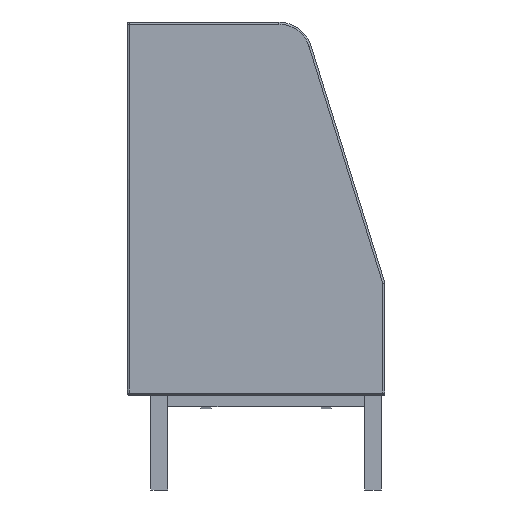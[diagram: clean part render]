
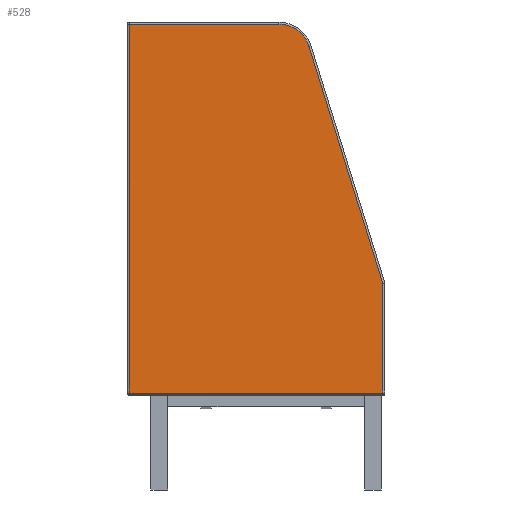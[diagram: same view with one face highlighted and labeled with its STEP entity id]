
A CAD part, left-side view. The second image highlights one B-rep face of the part: STEP entity #528.
In plain terms, the highlighted planar face has unit normal (-1, 0, 0).
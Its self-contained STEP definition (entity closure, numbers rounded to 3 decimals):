
#101=(
BOUNDED_CURVE()
B_SPLINE_CURVE(3,(#5165,#5166,#5167,#5168,#5169,#5170,#5171),
 .UNSPECIFIED.,.F.,.F.)
B_SPLINE_CURVE_WITH_KNOTS((4,1,1,1,4),(0.,29.044,
59.626,90.207,119.251),.UNSPECIFIED.)
CURVE()
GEOMETRIC_REPRESENTATION_ITEM()
RATIONAL_B_SPLINE_CURVE((1.,1.,1.,1.,1.,1.,1.))
REPRESENTATION_ITEM('')
);
#109=(
BOUNDED_CURVE()
B_SPLINE_CURVE(1,(#5190,#5191),.UNSPECIFIED.,.F.,.F.)
B_SPLINE_CURVE_WITH_KNOTS((2,2),(0.,440.424),
 .UNSPECIFIED.)
CURVE()
GEOMETRIC_REPRESENTATION_ITEM()
RATIONAL_B_SPLINE_CURVE((1.,1.))
REPRESENTATION_ITEM('')
);
#135=(
BOUNDED_CURVE()
B_SPLINE_CURVE(1,(#5259,#5260),.UNSPECIFIED.,.F.,.F.)
B_SPLINE_CURVE_WITH_KNOTS((2,2),(6.,329.087),
 .UNSPECIFIED.)
CURVE()
GEOMETRIC_REPRESENTATION_ITEM()
RATIONAL_B_SPLINE_CURVE((1.,1.))
REPRESENTATION_ITEM('')
);
#139=(
BOUNDED_CURVE()
B_SPLINE_CURVE(1,(#5268,#5269),.UNSPECIFIED.,.F.,.F.)
B_SPLINE_CURVE_WITH_KNOTS((2,2),(0.913,732.96),
 .UNSPECIFIED.)
CURVE()
GEOMETRIC_REPRESENTATION_ITEM()
RATIONAL_B_SPLINE_CURVE((1.,1.))
REPRESENTATION_ITEM('')
);
#528=ADVANCED_FACE('',(#769),#3180,.T.);
#769=FACE_OUTER_BOUND('',#1010,.T.);
#1010=EDGE_LOOP('',(#1653,#1654,#1655,#1656,#1657,#1658));
#1653=ORIENTED_EDGE('',*,*,#2375,.T.);
#1654=ORIENTED_EDGE('',*,*,#2379,.T.);
#1655=ORIENTED_EDGE('',*,*,#2341,.T.);
#1656=ORIENTED_EDGE('',*,*,#2349,.T.);
#1657=ORIENTED_EDGE('',*,*,#2338,.T.);
#1658=ORIENTED_EDGE('',*,*,#2337,.T.);
#2337=EDGE_CURVE('',#3007,#3005,#2741,.T.);
#2338=EDGE_CURVE('',#3009,#3007,#2742,.T.);
#2341=EDGE_CURVE('',#3010,#3008,#101,.T.);
#2349=EDGE_CURVE('',#3008,#3009,#109,.T.);
#2375=EDGE_CURVE('',#3005,#3006,#135,.T.);
#2379=EDGE_CURVE('',#3006,#3010,#139,.T.);
#2741=B_SPLINE_CURVE_WITH_KNOTS('',1,(#5151,#5152),.UNSPECIFIED.,.F.,.F.,
(2,2),(6.,754.),.UNSPECIFIED.);
#2742=B_SPLINE_CURVE_WITH_KNOTS('',1,(#5153,#5154),.UNSPECIFIED.,.F.,.F.,
(2,2),(6.,1094.),.UNSPECIFIED.);
#3005=VERTEX_POINT('',#5117);
#3006=VERTEX_POINT('',#5118);
#3007=VERTEX_POINT('',#5119);
#3008=VERTEX_POINT('',#5120);
#3009=VERTEX_POINT('',#5121);
#3010=VERTEX_POINT('',#5122);
#3180=PLANE('',#3382);
#3382=AXIS2_PLACEMENT_3D('',#4850,#3501,$);
#3501=DIRECTION('',(-1.,0.,0.));
#4850=CARTESIAN_POINT('',(0.,855.,142.5));
#5117=CARTESIAN_POINT('',(0.,6.,286.));
#5118=CARTESIAN_POINT('',(0.,6.,609.087));
#5119=CARTESIAN_POINT('',(0.,754.,286.));
#5120=CARTESIAN_POINT('',(0.,313.576,1374.));
#5121=CARTESIAN_POINT('',(0.,754.,1374.));
#5122=CARTESIAN_POINT('',(0.,223.834,1307.971));
#5151=CARTESIAN_POINT('',(0.,754.,286.));
#5152=CARTESIAN_POINT('',(0.,6.,286.));
#5153=CARTESIAN_POINT('',(0.,754.,1374.));
#5154=CARTESIAN_POINT('',(0.,754.,286.));
#5165=CARTESIAN_POINT('',(0.,223.834,1307.971));
#5166=CARTESIAN_POINT('',(0.,226.713,1317.215));
#5167=CARTESIAN_POINT('',(0.,235.583,1335.268));
#5168=CARTESIAN_POINT('',(0.,256.875,1357.064));
#5169=CARTESIAN_POINT('',(0.,284.02,1370.906));
#5170=CARTESIAN_POINT('',(0.,303.895,1374.002));
#5171=CARTESIAN_POINT('',(0.,313.576,1374.));
#5190=CARTESIAN_POINT('',(0.,313.576,1374.));
#5191=CARTESIAN_POINT('',(0.,754.,1374.));
#5259=CARTESIAN_POINT('',(0.,6.,286.));
#5260=CARTESIAN_POINT('',(0.,6.,609.087));
#5268=CARTESIAN_POINT('',(0.,6.,609.087));
#5269=CARTESIAN_POINT('',(0.,223.834,1307.971));
